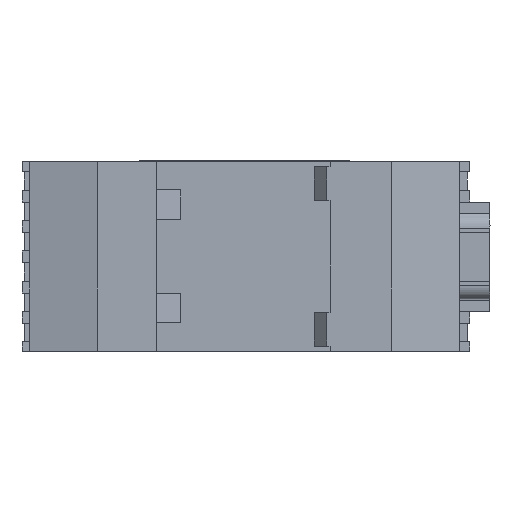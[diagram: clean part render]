
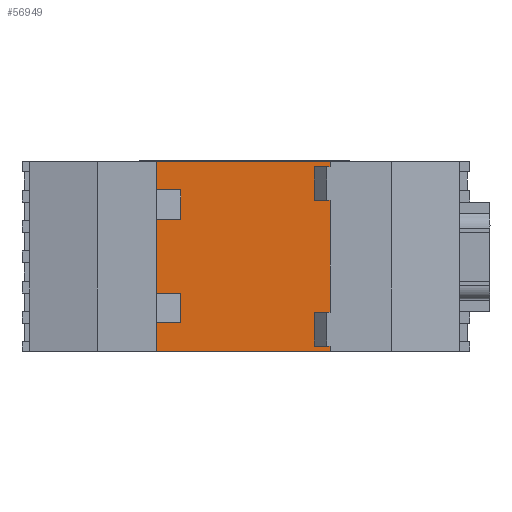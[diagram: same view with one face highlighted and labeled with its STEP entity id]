
A CAD part, left-side view. The second image highlights one B-rep face of the part: STEP entity #56949.
In plain terms, the highlighted planar face has unit normal (-1, 0, 0).
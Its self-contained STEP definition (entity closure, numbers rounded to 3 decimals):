
#3984 = AXIS2_PLACEMENT_3D ( 'NONE', #4126, #4127, #4128 ) ;
#4125 = PLANE ( 'NONE',  #3984 ) ;
#4126 = CARTESIAN_POINT ( 'NONE',  ( -41.89, 16.653, 39.925 ) ) ;
#4127 = DIRECTION ( 'NONE',  ( 1., 0., 0. ) ) ;
#4128 = DIRECTION ( 'NONE',  ( 0., 0., -1. ) ) ;
#4232 = FACE_OUTER_BOUND ( 'NONE', #65565, .T. ) ;
#31514 = ORIENTED_EDGE ( 'NONE', *, *, #73984, .F. ) ;
#31515 = ORIENTED_EDGE ( 'NONE', *, *, #73983, .F. ) ;
#31516 = ORIENTED_EDGE ( 'NONE', *, *, #73985, .F. ) ;
#31517 = ORIENTED_EDGE ( 'NONE', *, *, #73979, .F. ) ;
#31518 = ORIENTED_EDGE ( 'NONE', *, *, #73981, .F. ) ;
#31519 = ORIENTED_EDGE ( 'NONE', *, *, #73977, .F. ) ;
#31520 = ORIENTED_EDGE ( 'NONE', *, *, #73976, .F. ) ;
#31521 = ORIENTED_EDGE ( 'NONE', *, *, #73975, .T. ) ;
#31522 = ORIENTED_EDGE ( 'NONE', *, *, #73974, .F. ) ;
#31523 = ORIENTED_EDGE ( 'NONE', *, *, #73973, .F. ) ;
#31524 = ORIENTED_EDGE ( 'NONE', *, *, #73972, .F. ) ;
#31525 = ORIENTED_EDGE ( 'NONE', *, *, #73971, .F. ) ;
#46106 = CARTESIAN_POINT ( 'NONE',  ( -41.89, -21.847, 4.125 ) ) ;
#46150 = CARTESIAN_POINT ( 'NONE',  ( -41.89, -24.647, 30.725 ) ) ;
#46163 = CARTESIAN_POINT ( 'NONE',  ( -41.89, -24.647, 4.125 ) ) ;
#46427 = CARTESIAN_POINT ( 'NONE',  ( -41.89, 16.653, 39.925 ) ) ;
#46444 = CARTESIAN_POINT ( 'NONE',  ( -41.89, 16.653, -5.075 ) ) ;
#46576 = CARTESIAN_POINT ( 'NONE',  ( -41.89, -21.847, 38.725 ) ) ;
#46861 = CARTESIAN_POINT ( 'NONE',  ( -41.89, -24.647, 38.725 ) ) ;
#46862 = CARTESIAN_POINT ( 'NONE',  ( -41.89, -21.847, -3.875 ) ) ;
#46874 = CARTESIAN_POINT ( 'NONE',  ( -41.89, -24.647, -3.875 ) ) ;
#46886 = CARTESIAN_POINT ( 'NONE',  ( -41.89, -21.847, 30.725 ) ) ;
#46898 = CARTESIAN_POINT ( 'NONE',  ( -41.89, -24.647, -5.075 ) ) ;
#46910 = CARTESIAN_POINT ( 'NONE',  ( -41.89, -24.647, 39.925 ) ) ;
#53020 = LINE ( 'NONE', #53241, #53372 ) ;
#53021 = LINE ( 'NONE', #53243, #53373 ) ;
#53022 = LINE ( 'NONE', #53245, #53374 ) ;
#53023 = LINE ( 'NONE', #53247, #53375 ) ;
#53024 = LINE ( 'NONE', #53249, #53376 ) ;
#53025 = LINE ( 'NONE', #53251, #53377 ) ;
#53026 = LINE ( 'NONE', #53253, #53378 ) ;
#53028 = LINE ( 'NONE', #53257, #53380 ) ;
#53029 = LINE ( 'NONE', #53278, #53381 ) ;
#53030 = LINE ( 'NONE', #53299, #53382 ) ;
#53031 = LINE ( 'NONE', #53301, #53383 ) ;
#53032 = LINE ( 'NONE', #53303, #53384 ) ;
#53241 = CARTESIAN_POINT ( 'NONE',  ( -41.89, -21.847, 39.925 ) ) ;
#53242 = DIRECTION ( 'NONE',  ( 0., 0., -1. ) ) ;
#53243 = CARTESIAN_POINT ( 'NONE',  ( -41.89, 16.653, -3.875 ) ) ;
#53244 = DIRECTION ( 'NONE',  ( 0., -1., 0. ) ) ;
#53245 = CARTESIAN_POINT ( 'NONE',  ( -41.89, -24.647, 39.925 ) ) ;
#53246 = DIRECTION ( 'NONE',  ( 0., 0., -1. ) ) ;
#53247 = CARTESIAN_POINT ( 'NONE',  ( -41.89, 18.853, -5.075 ) ) ;
#53248 = DIRECTION ( 'NONE',  ( 0., 1., 0. ) ) ;
#53249 = CARTESIAN_POINT ( 'NONE',  ( -41.89, 16.653, 39.925 ) ) ;
#53250 = DIRECTION ( 'NONE',  ( 0., 0., -1. ) ) ;
#53251 = CARTESIAN_POINT ( 'NONE',  ( -41.89, 16.653, 39.925 ) ) ;
#53252 = DIRECTION ( 'NONE',  ( 0., -1., 0. ) ) ;
#53253 = CARTESIAN_POINT ( 'NONE',  ( -41.89, -24.647, 39.925 ) ) ;
#53254 = DIRECTION ( 'NONE',  ( 0., 0., -1. ) ) ;
#53257 = CARTESIAN_POINT ( 'NONE',  ( -41.89, 16.653, 38.725 ) ) ;
#53258 = DIRECTION ( 'NONE',  ( 0., 1., 0. ) ) ;
#53278 = CARTESIAN_POINT ( 'NONE',  ( -41.89, -21.847, 39.925 ) ) ;
#53279 = DIRECTION ( 'NONE',  ( 0., 0., -1. ) ) ;
#53299 = CARTESIAN_POINT ( 'NONE',  ( -41.89, 16.653, 30.725 ) ) ;
#53300 = DIRECTION ( 'NONE',  ( 0., -1., 0. ) ) ;
#53301 = CARTESIAN_POINT ( 'NONE',  ( -41.89, 16.653, 4.125 ) ) ;
#53302 = DIRECTION ( 'NONE',  ( 0., 1., 0. ) ) ;
#53303 = CARTESIAN_POINT ( 'NONE',  ( -41.89, -24.647, 39.925 ) ) ;
#53304 = DIRECTION ( 'NONE',  ( 0., 0., -1. ) ) ;
#53372 = VECTOR ( 'NONE', #53242, 1000. ) ;
#53373 = VECTOR ( 'NONE', #53244, 1000. ) ;
#53374 = VECTOR ( 'NONE', #53246, 1000. ) ;
#53375 = VECTOR ( 'NONE', #53248, 1000. ) ;
#53376 = VECTOR ( 'NONE', #53250, 1000. ) ;
#53377 = VECTOR ( 'NONE', #53252, 1000. ) ;
#53378 = VECTOR ( 'NONE', #53254, 1000. ) ;
#53380 = VECTOR ( 'NONE', #53258, 1000. ) ;
#53381 = VECTOR ( 'NONE', #53279, 1000. ) ;
#53382 = VECTOR ( 'NONE', #53300, 1000. ) ;
#53383 = VECTOR ( 'NONE', #53302, 1000. ) ;
#53384 = VECTOR ( 'NONE', #53304, 1000. ) ;
#56949 = ADVANCED_FACE ( 'NONE', ( #4232 ), #4125, .F. ) ;
#61598 = VERTEX_POINT ( 'NONE', #46106 ) ;
#61602 = VERTEX_POINT ( 'NONE', #46150 ) ;
#61605 = VERTEX_POINT ( 'NONE', #46163 ) ;
#61627 = VERTEX_POINT ( 'NONE', #46427 ) ;
#61630 = VERTEX_POINT ( 'NONE', #46444 ) ;
#61643 = VERTEX_POINT ( 'NONE', #46576 ) ;
#61668 = VERTEX_POINT ( 'NONE', #46861 ) ;
#61669 = VERTEX_POINT ( 'NONE', #46862 ) ;
#61671 = VERTEX_POINT ( 'NONE', #46874 ) ;
#61673 = VERTEX_POINT ( 'NONE', #46886 ) ;
#61675 = VERTEX_POINT ( 'NONE', #46898 ) ;
#61677 = VERTEX_POINT ( 'NONE', #46910 ) ;
#65565 = EDGE_LOOP ( 'NONE', ( #31514, #31516, #31515, #31518, #31517, #31519, #31520, #31521, #31522, #31523, #31524, #31525 ) ) ;
#73971 = EDGE_CURVE ( 'NONE', #61598, #61669, #53020, .T. ) ;
#73972 = EDGE_CURVE ( 'NONE', #61669, #61671, #53021, .T. ) ;
#73973 = EDGE_CURVE ( 'NONE', #61671, #61675, #53022, .T. ) ;
#73974 = EDGE_CURVE ( 'NONE', #61675, #61630, #53023, .T. ) ;
#73975 = EDGE_CURVE ( 'NONE', #61627, #61630, #53024, .T. ) ;
#73976 = EDGE_CURVE ( 'NONE', #61627, #61677, #53025, .T. ) ;
#73977 = EDGE_CURVE ( 'NONE', #61677, #61668, #53026, .T. ) ;
#73979 = EDGE_CURVE ( 'NONE', #61668, #61643, #53028, .T. ) ;
#73981 = EDGE_CURVE ( 'NONE', #61643, #61673, #53029, .T. ) ;
#73983 = EDGE_CURVE ( 'NONE', #61673, #61602, #53030, .T. ) ;
#73984 = EDGE_CURVE ( 'NONE', #61605, #61598, #53031, .T. ) ;
#73985 = EDGE_CURVE ( 'NONE', #61602, #61605, #53032, .T. ) ;
